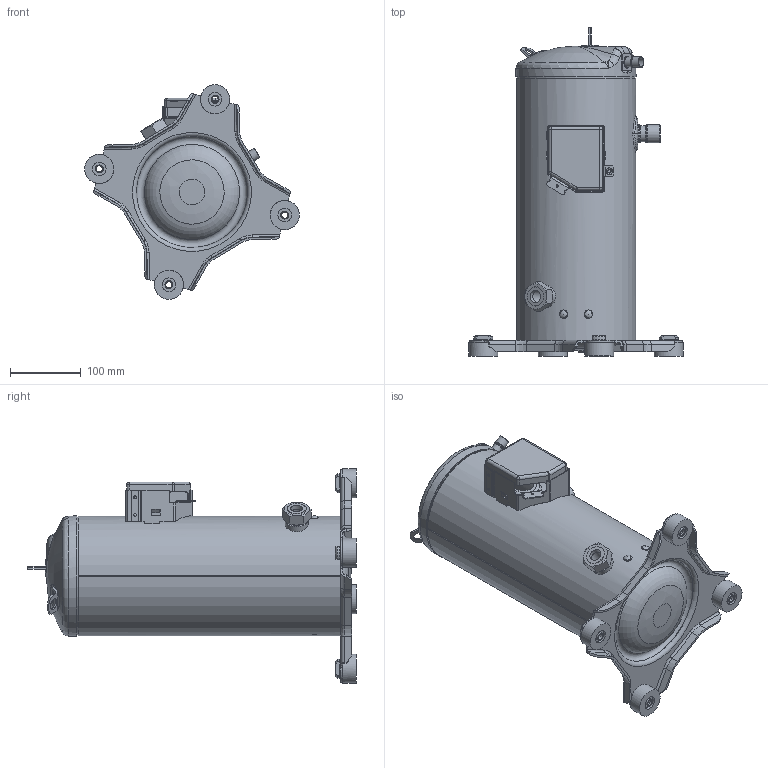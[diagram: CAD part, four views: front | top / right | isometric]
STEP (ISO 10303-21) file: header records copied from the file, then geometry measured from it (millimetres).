
FILE_DESCRIPTION(/* description */ (''),/* implementation_level */ '2;1');
FILE_NAME(/* name */ 'RCM038E4LB7HA.stp',/* time_stamp */ '2022-08-19T11:06:12+03:00',/* author */ ('U403152'),/* organization */ (''),/* preprocessor_version */ 'ST-DEVELOPER v18.1',/* originating_system */ 'Autodesk Inventor 2020',/* authorisation */ '');
FILE_SCHEMA (('AUTOMOTIVE_DESIGN { 1 0 10303 214 3 1 1 }'));
Length unit declared in the file: millimetre
Products named in the file (1): Part1
Bounding box: 302.4 x 463.2 x 302.4 mm (x, y, z)
Volume: 1060713.6 mm3; surface area: 727478.7 mm2
Topology: 1 solids, 8 shells, 1338 faces, 3613 edges, 2369 vertices
Faces by surface type: plane 739, cylinder 277, bspline 184, torus 76, cone 45, sphere 17
Full cylindrical faces by diameter (mm): 1.67 x4, 3 x2, 3.2 x1, 4.5 x1, 5 x1, 6 x2, 7.5 x1, 8.2 x1, 8.78 x4, 10 x1, 10.2 x1, 11 x1, 11.1 x4, 12.5 x1, 12.97 x1, 13 x2, 13.6 x1, 15.27 x1, 16 x1, 16.8 x1, 17 x1, 18 x1, 18.3 x4, 19 x4, 19.25 x4, 19.5 x1, 20 x2, 20.6 x1, 21.5 x1, 22 x1
Entity records: 72434 total; most frequent: CARTESIAN_POINT 39240, ORIENTED_EDGE 7212, DIRECTION 6593, EDGE_CURVE 3608, VERTEX_POINT 2369, AXIS2_PLACEMENT_3D 2256, LINE 2081, VECTOR 2081
